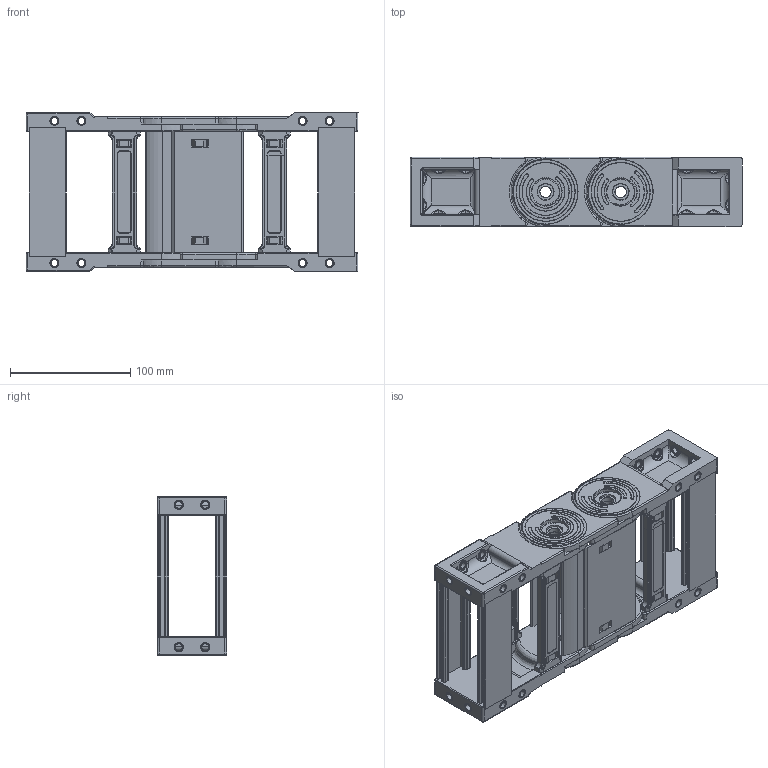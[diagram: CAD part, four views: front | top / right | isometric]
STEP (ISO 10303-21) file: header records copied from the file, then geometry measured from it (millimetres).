
FILE_DESCRIPTION (( 'STEP AP203' ), '1' );
FILE_NAME ('CK42-K100-AYAK.STEP', '2019-09-18T12:28:24', ( '' ), ( '' ), 'SwSTEP 2.0', 'SolidWorks 2017', '' );
FILE_SCHEMA (( 'CONFIG_CONTROL_DESIGN' ));
Products named in the file (1): CK42-K100-AYAK
Bounding box: 276.4 x 58 x 132 mm (x, y, z)
Volume: 402473.7 mm3; surface area: 271077 mm2
Topology: 41 solids, 41 shells, 3094 faces, 7988 edges, 5010 vertices
Faces by surface type: cylinder 1230, plane 1172, bspline 372, torus 272, sphere 48
Entity records: 149661 total; most frequent: CARTESIAN_POINT 80014, ORIENTED_EDGE 15816, DIRECTION 12256, EDGE_CURVE 7908, VERTEX_POINT 5010, AXIS2_PLACEMENT_3D 4175, VECTOR 3906, LINE 3906
